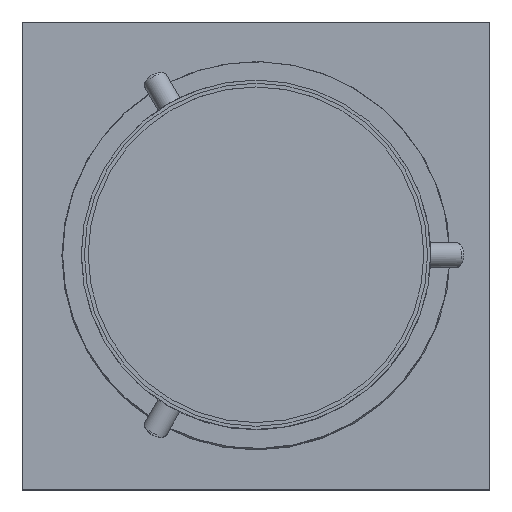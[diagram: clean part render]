
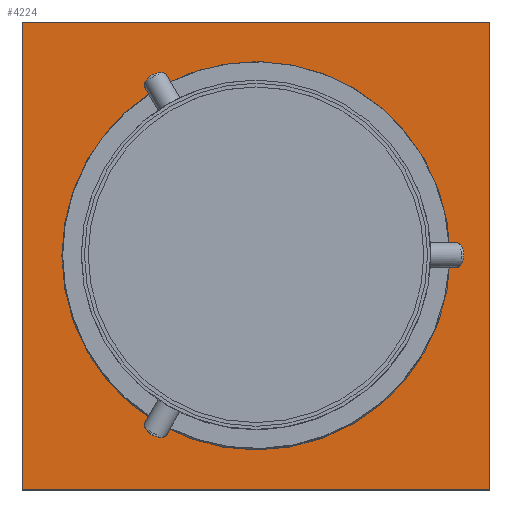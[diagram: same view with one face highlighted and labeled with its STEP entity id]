
A CAD part, top view. The second image highlights one B-rep face of the part: STEP entity #4224.
In plain terms, the highlighted planar face has unit normal (0, 0, 1).
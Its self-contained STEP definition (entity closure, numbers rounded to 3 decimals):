
#130=FACE_BOUND('',#932,.T.);
#267=CIRCLE('',#4615,250.);
#430=PLANE('',#4622);
#639=FACE_OUTER_BOUND('',#931,.T.);
#931=EDGE_LOOP('',(#3505,#3506,#3507,#3508));
#932=EDGE_LOOP('',(#3509));
#1249=LINE('',#7574,#1594);
#1250=LINE('',#7576,#1595);
#1251=LINE('',#7578,#1596);
#1252=LINE('',#7579,#1597);
#1594=VECTOR('',#5522,10.);
#1595=VECTOR('',#5523,10.);
#1596=VECTOR('',#5524,10.);
#1597=VECTOR('',#5525,10.);
#2039=VERTEX_POINT('',#7550);
#2048=VERTEX_POINT('',#7572);
#2049=VERTEX_POINT('',#7573);
#2050=VERTEX_POINT('',#7575);
#2051=VERTEX_POINT('',#7577);
#2544=EDGE_CURVE('',#2039,#2039,#267,.T.);
#2554=EDGE_CURVE('',#2048,#2049,#1249,.T.);
#2555=EDGE_CURVE('',#2050,#2049,#1250,.T.);
#2556=EDGE_CURVE('',#2050,#2051,#1251,.T.);
#2557=EDGE_CURVE('',#2048,#2051,#1252,.T.);
#3505=ORIENTED_EDGE('',*,*,#2554,.T.);
#3506=ORIENTED_EDGE('',*,*,#2555,.F.);
#3507=ORIENTED_EDGE('',*,*,#2556,.T.);
#3508=ORIENTED_EDGE('',*,*,#2557,.F.);
#3509=ORIENTED_EDGE('',*,*,#2544,.F.);
#4224=ADVANCED_FACE('',(#639,#130),#430,.T.);
#4615=AXIS2_PLACEMENT_3D('',#7551,#5501,#5502);
#4622=AXIS2_PLACEMENT_3D('',#7571,#5520,#5521);
#5501=DIRECTION('center_axis',(0.,0.,1.));
#5502=DIRECTION('ref_axis',(-1.,0.,0.));
#5520=DIRECTION('center_axis',(0.,0.,1.));
#5521=DIRECTION('ref_axis',(1.,0.,0.));
#5522=DIRECTION('',(0.,1.,0.));
#5523=DIRECTION('',(1.,0.,0.));
#5524=DIRECTION('',(0.,-1.,0.));
#5525=DIRECTION('',(-1.,0.,0.));
#7550=CARTESIAN_POINT('',(250.,0.,-717.));
#7551=CARTESIAN_POINT('Origin',(0.,0.,-717.));
#7571=CARTESIAN_POINT('Origin',(-375.,0.,-717.));
#7572=CARTESIAN_POINT('',(375.,-375.,-717.));
#7573=CARTESIAN_POINT('',(375.,375.,-717.));
#7574=CARTESIAN_POINT('',(375.,0.,-717.));
#7575=CARTESIAN_POINT('',(-375.,375.,-717.));
#7576=CARTESIAN_POINT('',(-375.,375.,-717.));
#7577=CARTESIAN_POINT('',(-375.,-375.,-717.));
#7578=CARTESIAN_POINT('',(-375.,0.,-717.));
#7579=CARTESIAN_POINT('',(-375.,-375.,-717.));
